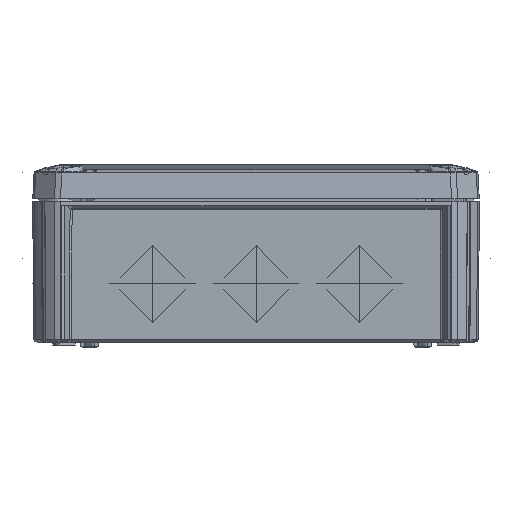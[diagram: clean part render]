
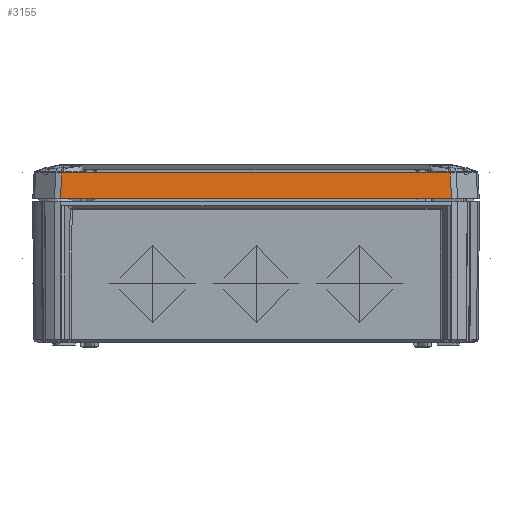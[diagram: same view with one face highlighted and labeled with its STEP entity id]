
A CAD part, front view. The second image highlights one B-rep face of the part: STEP entity #3155.
In plain terms, the highlighted planar face has unit normal (0, -0.999, 0.052).
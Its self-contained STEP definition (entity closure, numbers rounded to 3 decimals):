
#1086=PLANE('',#37631);
#3155=ADVANCED_FACE('',(#5420),#1086,.T.);
#5420=FACE_OUTER_BOUND('',#7767,.T.);
#7767=EDGE_LOOP('',(#18092,#18093,#18094,#18095,#18096,#18097));
#18092=ORIENTED_EDGE('',*,*,#25078,.T.);
#18093=ORIENTED_EDGE('',*,*,#25075,.F.);
#18094=ORIENTED_EDGE('',*,*,#25079,.T.);
#18095=ORIENTED_EDGE('',*,*,#25423,.T.);
#18096=ORIENTED_EDGE('',*,*,#25065,.F.);
#18097=ORIENTED_EDGE('',*,*,#23002,.F.);
#23002=EDGE_CURVE('',#33988,#34001,#29672,.T.);
#25065=EDGE_CURVE('',#34001,#35075,#31328,.T.);
#25075=EDGE_CURVE('',#33586,#33989,#31334,.T.);
#25078=EDGE_CURVE('',#33988,#33989,#31335,.T.);
#25079=EDGE_CURVE('',#33586,#33584,#31336,.T.);
#25423=EDGE_CURVE('',#33584,#35075,#31499,.T.);
#29672=B_SPLINE_CURVE_WITH_KNOTS('',1,(#138498,#138499),.UNSPECIFIED.,.F.,
 .F.,(2,2),(-9.62,0.),.UNSPECIFIED.);
#31328=B_SPLINE_CURVE_WITH_KNOTS('',1,(#149926,#149927),.UNSPECIFIED.,.F.,
 .F.,(2,2),(0.,166.338),.UNSPECIFIED.);
#31334=B_SPLINE_CURVE_WITH_KNOTS('',1,(#149971,#149972),.UNSPECIFIED.,.F.,
 .F.,(2,2),(0.,165.308),.UNSPECIFIED.);
#31335=B_SPLINE_CURVE_WITH_KNOTS('',1,(#149985,#149986),.UNSPECIFIED.,.F.,
 .F.,(2,2),(0.,1.498),.UNSPECIFIED.);
#31336=B_SPLINE_CURVE_WITH_KNOTS('',1,(#149987,#149988),.UNSPECIFIED.,.F.,
 .F.,(2,2),(0.,1.035),.UNSPECIFIED.);
#31499=B_SPLINE_CURVE_WITH_KNOTS('',1,(#153442,#153443),.UNSPECIFIED.,.F.,
 .F.,(2,2),(-10.084,0.),.UNSPECIFIED.);
#33584=VERTEX_POINT('',#132966);
#33586=VERTEX_POINT('',#132968);
#33988=VERTEX_POINT('',#133370);
#33989=VERTEX_POINT('',#133371);
#34001=VERTEX_POINT('',#133383);
#35075=VERTEX_POINT('',#134457);
#37631=AXIS2_PLACEMENT_3D('',#118723,#38547,$);
#38547=DIRECTION('',(0.,-0.999,0.052));
#118723=CARTESIAN_POINT('',(189.297,-75.015,58.755));
#132966=CARTESIAN_POINT('',(6.851,-74.43,69.922));
#132968=CARTESIAN_POINT('',(6.851,-74.376,70.955));
#133370=CARTESIAN_POINT('',(172.159,-74.454,69.459));
#133371=CARTESIAN_POINT('',(172.159,-74.376,70.955));
#133383=CARTESIAN_POINT('',(172.662,-74.957,59.865));
#134457=CARTESIAN_POINT('',(6.324,-74.957,59.865));
#138498=CARTESIAN_POINT('',(172.159,-74.454,69.459));
#138499=CARTESIAN_POINT('',(172.662,-74.957,59.865));
#149926=CARTESIAN_POINT('',(172.662,-74.957,59.865));
#149927=CARTESIAN_POINT('',(6.324,-74.957,59.865));
#149971=CARTESIAN_POINT('',(6.851,-74.376,70.955));
#149972=CARTESIAN_POINT('',(172.159,-74.376,70.955));
#149985=CARTESIAN_POINT('',(172.159,-74.454,69.459));
#149986=CARTESIAN_POINT('',(172.159,-74.376,70.955));
#149987=CARTESIAN_POINT('',(6.851,-74.376,70.955));
#149988=CARTESIAN_POINT('',(6.851,-74.43,69.922));
#153442=CARTESIAN_POINT('',(6.851,-74.43,69.922));
#153443=CARTESIAN_POINT('',(6.324,-74.957,59.865));
